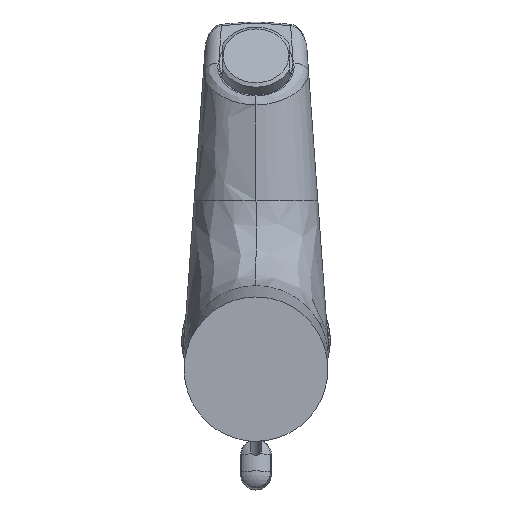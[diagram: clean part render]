
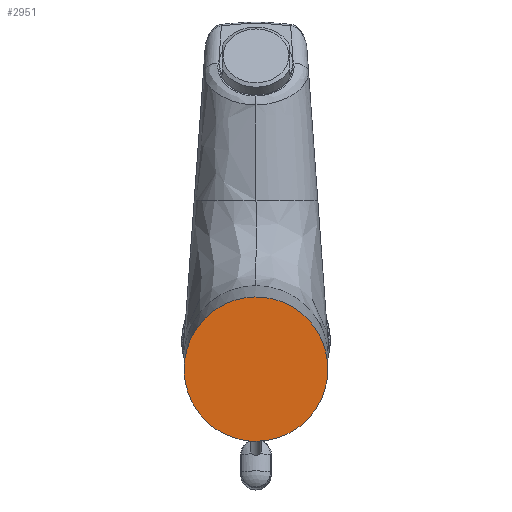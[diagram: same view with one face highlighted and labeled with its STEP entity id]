
A CAD part, front view. The second image highlights one B-rep face of the part: STEP entity #2951.
In plain terms, the highlighted planar face has unit normal (0, -1, 0).
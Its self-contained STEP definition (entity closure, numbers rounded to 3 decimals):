
#123 = EDGE_CURVE ( 'NONE', #2375, #2375, #4938, .T. ) ;
#2354 = PLANE ( 'NONE',  #11038 ) ;
#2375 = VERTEX_POINT ( 'NONE', #7407 ) ;
#2794 = ORIENTED_EDGE ( 'NONE', *, *, #123, .T. ) ;
#2951 = ADVANCED_FACE ( 'NONE', ( #8808 ), #2354, .F. ) ;
#4938 =( BOUNDED_CURVE ( )  B_SPLINE_CURVE ( 3, ( #13814, #13561, #13475, #13602, #13408, #13281, #13556 ),
 .UNSPECIFIED., .T., .T. ) 
 B_SPLINE_CURVE_WITH_KNOTS ( ( 4, 3, 4 ),
 ( 0., 3.142, 6.283 ),
 .UNSPECIFIED. ) 
 CURVE ( )  GEOMETRIC_REPRESENTATION_ITEM ( )  RATIONAL_B_SPLINE_CURVE ( ( 1., 0.333, 0.333, 1., 0.333, 0.333, 1. ) ) 
 REPRESENTATION_ITEM ( '' )  );
#6097 = DIRECTION ( 'NONE',  ( 0., 0., 1. ) ) ;
#7407 = CARTESIAN_POINT ( 'NONE',  ( 0., 0., -23.605 ) ) ;
#8808 = FACE_OUTER_BOUND ( 'NONE', #11880, .T. ) ;
#9690 = CARTESIAN_POINT ( 'NONE',  ( -9.5, 0., -8.5 ) ) ;
#11038 = AXIS2_PLACEMENT_3D ( 'NONE', #9690, #13128, #6097 ) ;
#11880 = EDGE_LOOP ( 'NONE', ( #2794 ) ) ;
#13128 = DIRECTION ( 'NONE',  ( 0., 1., 0. ) ) ;
#13281 = CARTESIAN_POINT ( 'NONE',  ( -47.015, 0., -23.605 ) ) ;
#13408 = CARTESIAN_POINT ( 'NONE',  ( -47.015, 0., 23.59 ) ) ;
#13475 = CARTESIAN_POINT ( 'NONE',  ( 47.015, 0., 23.59 ) ) ;
#13556 = CARTESIAN_POINT ( 'NONE',  ( 0., 0., -23.605 ) ) ;
#13561 = CARTESIAN_POINT ( 'NONE',  ( 47.015, 0., -23.605 ) ) ;
#13602 = CARTESIAN_POINT ( 'NONE',  ( 0., 0., 23.59 ) ) ;
#13814 = CARTESIAN_POINT ( 'NONE',  ( 0., 0., -23.605 ) ) ;
